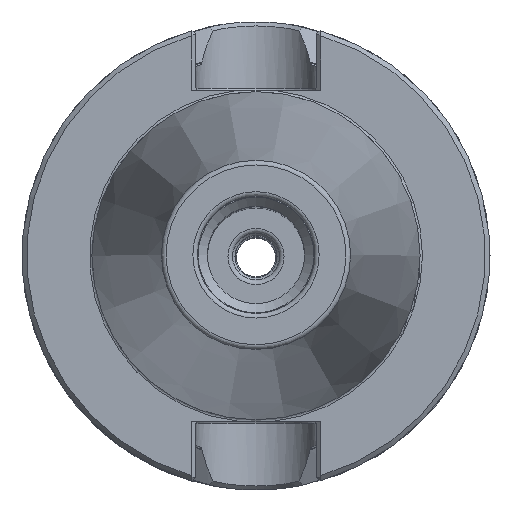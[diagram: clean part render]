
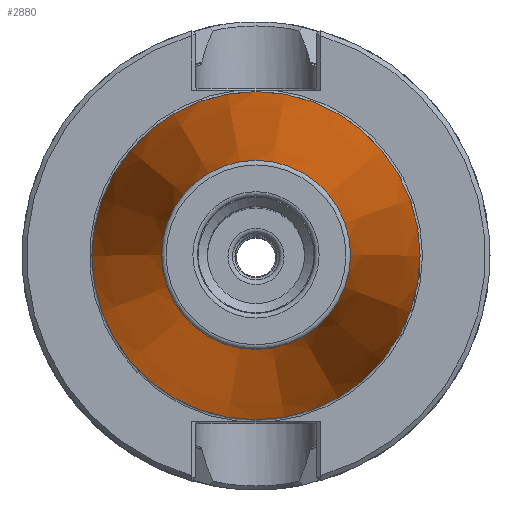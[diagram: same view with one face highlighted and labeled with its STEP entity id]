
A CAD part, top view. The second image highlights one B-rep face of the part: STEP entity #2880.
In plain terms, the highlighted conical face has half-angle 8.297 degrees and reference radius 20.204 mm.
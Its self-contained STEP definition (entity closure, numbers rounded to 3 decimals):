
#364=ORIENTED_EDGE('',*,*,#806,.T.);
#365=ORIENTED_EDGE('',*,*,#805,.F.);
#805=EDGE_CURVE('',#1040,#1040,#1223,.T.);
#806=EDGE_CURVE('',#1041,#1041,#1224,.T.);
#1040=VERTEX_POINT('',#3982);
#1041=VERTEX_POINT('',#3985);
#1223=CIRCLE('',#3065,20.204);
#1224=CIRCLE('',#3067,35.065);
#1377=EDGE_LOOP('',(#364));
#1378=EDGE_LOOP('',(#365));
#1615=FACE_BOUND('',#1377,.T.);
#1616=FACE_BOUND('',#1378,.T.);
#1801=CONICAL_SURFACE('',#3066,20.204,0.145);
#2880=ADVANCED_FACE('',(#1615,#1616),#1801,.T.);
#3065=AXIS2_PLACEMENT_3D('',#3981,#3403,#3404);
#3066=AXIS2_PLACEMENT_3D('',#3983,#3405,#3406);
#3067=AXIS2_PLACEMENT_3D('',#3984,#3407,#3408);
#3403=DIRECTION('',(0.,0.,1.));
#3404=DIRECTION('',(1.,0.,0.));
#3405=DIRECTION('',(0.,0.,-1.));
#3406=DIRECTION('',(-1.,0.,0.));
#3407=DIRECTION('',(0.,0.,1.));
#3408=DIRECTION('',(1.,0.,0.));
#3981=CARTESIAN_POINT('',(0.,0.,100.944));
#3982=CARTESIAN_POINT('',(20.204,0.,100.944));
#3983=CARTESIAN_POINT('',(0.,0.,100.944));
#3984=CARTESIAN_POINT('',(0.,0.,-0.963));
#3985=CARTESIAN_POINT('',(35.065,0.,-0.963));
